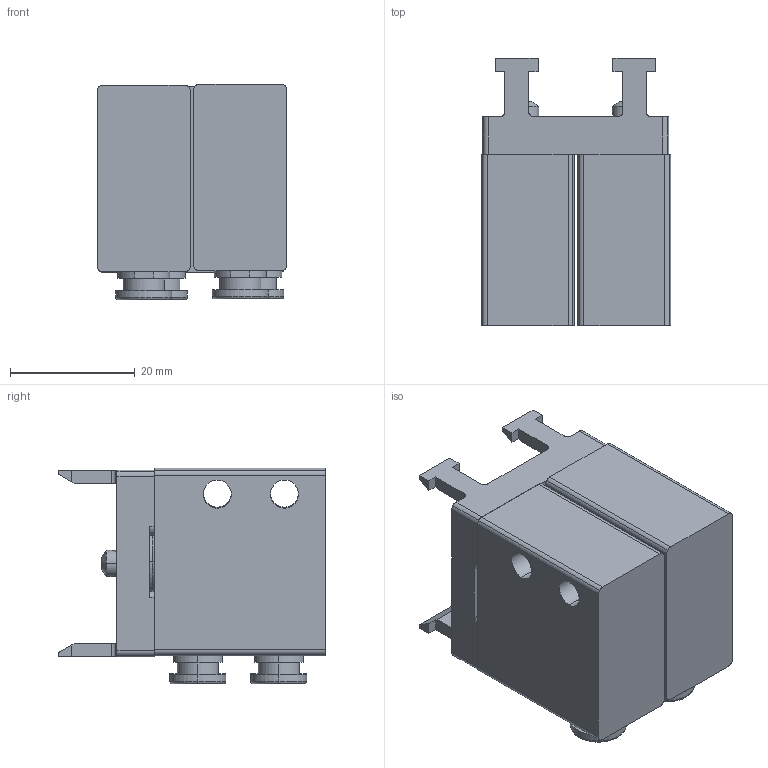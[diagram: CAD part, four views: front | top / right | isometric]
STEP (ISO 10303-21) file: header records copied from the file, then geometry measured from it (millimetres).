
FILE_DESCRIPTION((''),'2;1');
FILE_NAME('08_065_4.stp','2002-12-02T20:41:21',('Branislav Petkovic'),('AZ Pneumatica'),'AutoCAD STEP 2000i','AutoCAD 2000i','Via J. F. Kennedy, 26, 20020 Misinto (MI), ITALY');
FILE_SCHEMA(('CONFIG_CONTROL_DESIGN'));
Length unit declared in the file: millimetre
Products named in the file (11): 08_065_4; 305MAUL TELO; PART1A; PIPAK 304 MB; PART1; PUSH IN 4MM; PART1AA; PART2; PLASICNI NOSAC VECI; PART1AAA; RECESSED PAN HEAD SCREW - ISO 7045 - M3 X 4 - 4.8 - Z
Assembly tree (18 placements, depth 3):
  08_065_4
    305MAUL TELO  x2
      PART1A
    PIPAK 304 MB  x2
      PART1
    PUSH IN 4MM  x4
      PART1AA
      PART2
    PLASICNI NOSAC VECI
      PART1AAA
      RECESSED PAN HEAD SCREW - ISO 7045 - M3 X 4 - 4.8 - Z  x4
Bounding box: 30.51 x 42.9 x 34.65 mm (x, y, z)
Surface area: 15818 mm2 (no closed solid volume)
Topology: 0 solids, 17 shells, 860 faces, 2076 edges, 1280 vertices
Faces by surface type: cylinder 308, plane 248, cone 156, torus 128, bspline 12, sphere 8
Entity records: 15333 total; most frequent: CARTESIAN_POINT 6049, DIRECTION 1974, ORIENTED_EDGE 1870, EDGE_CURVE 935, AXIS2_PLACEMENT_3D 769, VERTEX_POINT 596, VECTOR 436, LINE 436
